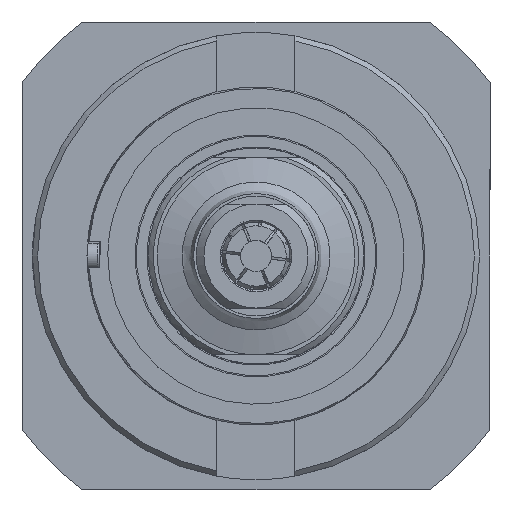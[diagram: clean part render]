
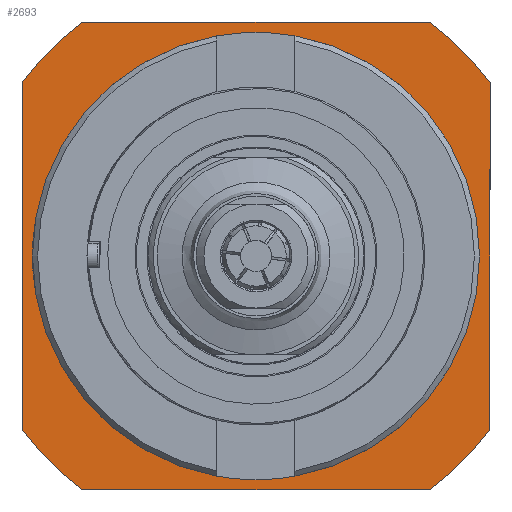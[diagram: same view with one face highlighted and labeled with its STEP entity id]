
A CAD part, left-side view. The second image highlights one B-rep face of the part: STEP entity #2693.
In plain terms, the highlighted planar face has unit normal (-1, 0, 0).
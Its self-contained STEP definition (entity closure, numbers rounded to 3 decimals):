
#2325=CARTESIAN_POINT('',(0.,0.,-43.));
#2326=VERTEX_POINT('',#2325);
#2327=CARTESIAN_POINT('',(0.,0.,0.));
#2328=DIRECTION('',(1.0,0.0,0.0));
#2329=DIRECTION('',(0.0,0.0,-1.0));
#2330=AXIS2_PLACEMENT_3D('',#2327,#2328,#2329);
#2331=CIRCLE('',#2330,43.);
#2332=EDGE_CURVE('',#2326,#2326,#2331,.T.);
#2548=CARTESIAN_POINT('',(0.,33.332,45.0));
#2549=VERTEX_POINT('',#2548);
#2567=CARTESIAN_POINT('',(0.,45.0,33.332));
#2568=VERTEX_POINT('',#2567);
#2575=CARTESIAN_POINT('',(0.,0.,0.0));
#2576=DIRECTION('',(1.0,0.0,0.0));
#2577=DIRECTION('',(0.0,1.0,0.0));
#2578=AXIS2_PLACEMENT_3D('',#2575,#2576,#2577);
#2579=CIRCLE('',#2578,56.0);
#2580=EDGE_CURVE('',#2568,#2549,#2579,.T.);
#2625=CARTESIAN_POINT('',(0.0,28.0,0.0));
#2626=DIRECTION('',(-1.0,0.0,0.0));
#2627=DIRECTION('',(0.0,0.0,1.0));
#2628=AXIS2_PLACEMENT_3D('',#2625,#2626,#2627);
#2629=PLANE('',#2628);
#2630=CARTESIAN_POINT('',(0.,-33.332,45.));
#2631=VERTEX_POINT('',#2630);
#2632=CARTESIAN_POINT('',(0.,-33.332,45.));
#2633=DIRECTION('',(0.0,1.0,0.0));
#2634=VECTOR('',#2633,66.663);
#2635=LINE('',#2632,#2634);
#2636=EDGE_CURVE('',#2631,#2549,#2635,.T.);
#2637=ORIENTED_EDGE('',*,*,#2636,.T.);
#2638=ORIENTED_EDGE('',*,*,#2580,.F.);
#2639=CARTESIAN_POINT('',(0.,45.0,-33.332));
#2640=VERTEX_POINT('',#2639);
#2641=CARTESIAN_POINT('',(0.,45.0,33.332));
#2642=DIRECTION('',(0.0,0.0,-1.0));
#2643=VECTOR('',#2642,66.663);
#2644=LINE('',#2641,#2643);
#2645=EDGE_CURVE('',#2568,#2640,#2644,.T.);
#2646=ORIENTED_EDGE('',*,*,#2645,.T.);
#2647=CARTESIAN_POINT('',(0.,33.332,-45.0));
#2648=VERTEX_POINT('',#2647);
#2649=CARTESIAN_POINT('',(0.,0.,0.0));
#2650=DIRECTION('',(1.0,0.0,0.0));
#2651=DIRECTION('',(0.0,1.0,0.0));
#2652=AXIS2_PLACEMENT_3D('',#2649,#2650,#2651);
#2653=CIRCLE('',#2652,56.0);
#2654=EDGE_CURVE('',#2648,#2640,#2653,.T.);
#2655=ORIENTED_EDGE('',*,*,#2654,.F.);
#2656=CARTESIAN_POINT('',(0.,-33.332,-45.0));
#2657=VERTEX_POINT('',#2656);
#2658=CARTESIAN_POINT('',(0.,33.332,-45.0));
#2659=DIRECTION('',(0.0,-1.0,0.0));
#2660=VECTOR('',#2659,66.663);
#2661=LINE('',#2658,#2660);
#2662=EDGE_CURVE('',#2648,#2657,#2661,.T.);
#2663=ORIENTED_EDGE('',*,*,#2662,.T.);
#2664=CARTESIAN_POINT('',(0.,-45.,-33.332));
#2665=VERTEX_POINT('',#2664);
#2666=CARTESIAN_POINT('',(0.,0.,0.0));
#2667=DIRECTION('',(1.0,0.0,0.0));
#2668=DIRECTION('',(0.0,1.0,0.0));
#2669=AXIS2_PLACEMENT_3D('',#2666,#2667,#2668);
#2670=CIRCLE('',#2669,56.0);
#2671=EDGE_CURVE('',#2665,#2657,#2670,.T.);
#2672=ORIENTED_EDGE('',*,*,#2671,.F.);
#2673=CARTESIAN_POINT('',(0.,-45.,33.332));
#2674=VERTEX_POINT('',#2673);
#2675=CARTESIAN_POINT('',(0.,-45.,-33.332));
#2676=DIRECTION('',(0.0,0.0,1.0));
#2677=VECTOR('',#2676,66.663);
#2678=LINE('',#2675,#2677);
#2679=EDGE_CURVE('',#2665,#2674,#2678,.T.);
#2680=ORIENTED_EDGE('',*,*,#2679,.T.);
#2681=CARTESIAN_POINT('',(0.,0.,0.0));
#2682=DIRECTION('',(1.0,0.0,0.0));
#2683=DIRECTION('',(0.0,1.0,0.0));
#2684=AXIS2_PLACEMENT_3D('',#2681,#2682,#2683);
#2685=CIRCLE('',#2684,56.0);
#2686=EDGE_CURVE('',#2631,#2674,#2685,.T.);
#2687=ORIENTED_EDGE('',*,*,#2686,.F.);
#2688=EDGE_LOOP('',(#2637,#2638,#2646,#2655,#2663,#2672,#2680,#2687));
#2689=FACE_OUTER_BOUND('',#2688,.T.);
#2690=ORIENTED_EDGE('',*,*,#2332,.T.);
#2691=EDGE_LOOP('',(#2690));
#2692=FACE_BOUND('',#2691,.T.);
#2693=ADVANCED_FACE('',(#2689,#2692),#2629,.T.);
